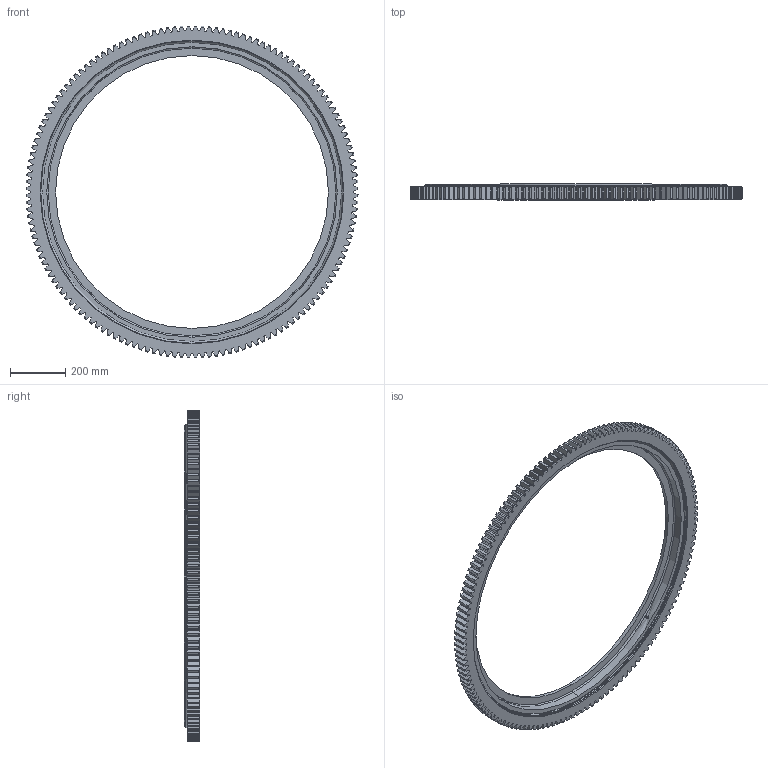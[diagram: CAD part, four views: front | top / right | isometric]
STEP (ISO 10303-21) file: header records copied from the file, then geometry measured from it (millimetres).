
FILE_DESCRIPTION (( 'STEP AP203' ), '1' );
FILE_NAME ('21-1091-00.STEP', '2017-12-27T15:24:00', ( 'defontaine' ), ( 'Hewlett-Packard Company' ), 'SwSTEP 2.0', 'SolidWorks 2016', '' );
FILE_SCHEMA (( 'CONFIG_CONTROL_DESIGN' ));
Length unit declared in the file: millimetre
Products named in the file (1): 21-1091-00
Bounding box: 1197.87 x 56 x 1197.87 mm (x, y, z)
Volume: 10751096.9 mm3; surface area: 1747431.1 mm2
Topology: 9 solids, 9 shells, 1044 faces, 2998 edges, 1983 vertices
Faces by surface type: plane 349, cylinder 329, cone 328, torus 28, sphere 10
Entity records: 35560 total; most frequent: CARTESIAN_POINT 8308, ORIENTED_EDGE 5986, DIRECTION 5539, EDGE_CURVE 2993, AXIS2_PLACEMENT_3D 2109, VERTEX_POINT 1980, VECTOR 1321, LINE 1321
